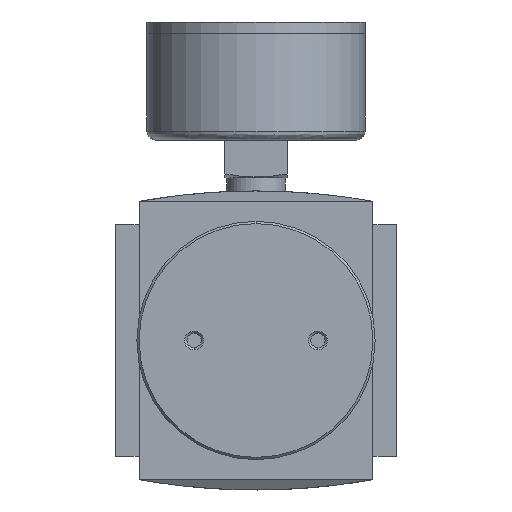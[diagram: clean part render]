
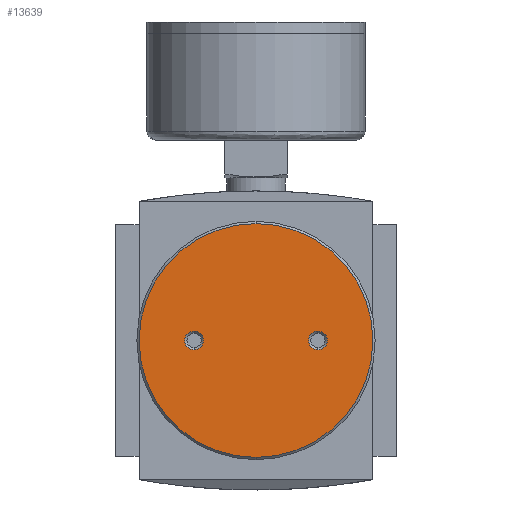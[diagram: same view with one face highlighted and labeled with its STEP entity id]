
A CAD part, front view. The second image highlights one B-rep face of the part: STEP entity #13639.
In plain terms, the highlighted planar face has unit normal (0, -1, 0).
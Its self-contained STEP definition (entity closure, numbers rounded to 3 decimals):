
#36 = CARTESIAN_POINT ( 'NONE',  ( 13.9, -40., 2.1 ) ) ;
#140 = EDGE_CURVE ( 'NONE', #1660, #16276, #13001, .T. ) ;
#228 = CARTESIAN_POINT ( 'NONE',  ( -13.9, -40., 0. ) ) ;
#325 = CARTESIAN_POINT ( 'NONE',  ( 26.25, -40., 0. ) ) ;
#454 = FACE_BOUND ( 'NONE', #7922, .T. ) ;
#511 = AXIS2_PLACEMENT_3D ( 'NONE', #24811, #16294, #24470 ) ;
#1017 = AXIS2_PLACEMENT_3D ( 'NONE', #10286, #22627, #24306 ) ;
#1660 = VERTEX_POINT ( 'NONE', #16608 ) ;
#2144 = VERTEX_POINT ( 'NONE', #23055 ) ;
#2208 = DIRECTION ( 'NONE',  ( 0., 0., -1. ) ) ;
#2239 = PLANE ( 'NONE',  #18123 ) ;
#3840 = CARTESIAN_POINT ( 'NONE',  ( 0., -40., 0. ) ) ;
#4131 = CIRCLE ( 'NONE', #1017, 2.1 ) ;
#4362 = EDGE_LOOP ( 'NONE', ( #15988, #5177 ) ) ;
#4740 = DIRECTION ( 'NONE',  ( 0., 0., 1. ) ) ;
#5177 = ORIENTED_EDGE ( 'NONE', *, *, #6780, .F. ) ;
#5738 = EDGE_CURVE ( 'NONE', #12771, #21531, #10523, .T. ) ;
#5937 = CIRCLE ( 'NONE', #511, 2.1 ) ;
#6780 = EDGE_CURVE ( 'NONE', #2144, #24896, #17810, .T. ) ;
#6894 = CARTESIAN_POINT ( 'NONE',  ( 0., -40., 0. ) ) ;
#7922 = EDGE_LOOP ( 'NONE', ( #10677, #18907 ) ) ;
#8358 = EDGE_CURVE ( 'NONE', #24896, #2144, #16955, .T. ) ;
#9834 = DIRECTION ( 'NONE',  ( 0., 1., 0. ) ) ;
#10111 = AXIS2_PLACEMENT_3D ( 'NONE', #228, #14559, #2208 ) ;
#10286 = CARTESIAN_POINT ( 'NONE',  ( -13.9, -40., 0. ) ) ;
#10523 = CIRCLE ( 'NONE', #10111, 2.1 ) ;
#10677 = ORIENTED_EDGE ( 'NONE', *, *, #140, .F. ) ;
#12771 = VERTEX_POINT ( 'NONE', #19284 ) ;
#13001 = CIRCLE ( 'NONE', #19846, 2.1 ) ;
#13639 = ADVANCED_FACE ( 'NONE', ( #22879, #23824, #454 ), #2239, .F. ) ;
#14423 = DIRECTION ( 'NONE',  ( 0., 1., 0. ) ) ;
#14559 = DIRECTION ( 'NONE',  ( 0., -1., 0. ) ) ;
#14992 = ORIENTED_EDGE ( 'NONE', *, *, #15788, .F. ) ;
#15788 = EDGE_CURVE ( 'NONE', #21531, #12771, #4131, .T. ) ;
#15988 = ORIENTED_EDGE ( 'NONE', *, *, #8358, .F. ) ;
#16276 = VERTEX_POINT ( 'NONE', #36 ) ;
#16294 = DIRECTION ( 'NONE',  ( 0., -1., 0. ) ) ;
#16608 = CARTESIAN_POINT ( 'NONE',  ( 13.9, -40., -2.1 ) ) ;
#16778 = EDGE_CURVE ( 'NONE', #16276, #1660, #5937, .T. ) ;
#16955 = CIRCLE ( 'NONE', #20447, 26.25 ) ;
#17810 = CIRCLE ( 'NONE', #21438, 26.25 ) ;
#17937 = ORIENTED_EDGE ( 'NONE', *, *, #5738, .F. ) ;
#18123 = AXIS2_PLACEMENT_3D ( 'NONE', #325, #14423, #26571 ) ;
#18164 = DIRECTION ( 'NONE',  ( 0., 0., 1. ) ) ;
#18907 = ORIENTED_EDGE ( 'NONE', *, *, #16778, .F. ) ;
#19284 = CARTESIAN_POINT ( 'NONE',  ( -13.9, -40., 2.1 ) ) ;
#19292 = DIRECTION ( 'NONE',  ( 0., 1., 0. ) ) ;
#19532 = CARTESIAN_POINT ( 'NONE',  ( -13.9, -40., -2.1 ) ) ;
#19846 = AXIS2_PLACEMENT_3D ( 'NONE', #23035, #23198, #25062 ) ;
#20447 = AXIS2_PLACEMENT_3D ( 'NONE', #3840, #9834, #18164 ) ;
#21438 = AXIS2_PLACEMENT_3D ( 'NONE', #6894, #19292, #4740 ) ;
#21531 = VERTEX_POINT ( 'NONE', #19532 ) ;
#22627 = DIRECTION ( 'NONE',  ( 0., -1., 0. ) ) ;
#22879 = FACE_BOUND ( 'NONE', #25467, .T. ) ;
#23035 = CARTESIAN_POINT ( 'NONE',  ( 13.9, -40., 0. ) ) ;
#23055 = CARTESIAN_POINT ( 'NONE',  ( 0., -40., -26.25 ) ) ;
#23198 = DIRECTION ( 'NONE',  ( 0., -1., 0. ) ) ;
#23824 = FACE_OUTER_BOUND ( 'NONE', #4362, .T. ) ;
#24306 = DIRECTION ( 'NONE',  ( 0., 0., -1. ) ) ;
#24357 = CARTESIAN_POINT ( 'NONE',  ( 0., -40., 26.25 ) ) ;
#24470 = DIRECTION ( 'NONE',  ( 0., 0., -1. ) ) ;
#24811 = CARTESIAN_POINT ( 'NONE',  ( 13.9, -40., 0. ) ) ;
#24896 = VERTEX_POINT ( 'NONE', #24357 ) ;
#25062 = DIRECTION ( 'NONE',  ( 0., 0., -1. ) ) ;
#25467 = EDGE_LOOP ( 'NONE', ( #14992, #17937 ) ) ;
#26571 = DIRECTION ( 'NONE',  ( 0., 0., 1. ) ) ;
